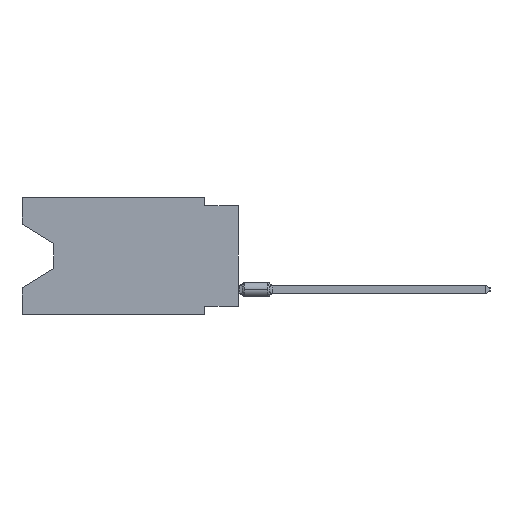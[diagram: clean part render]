
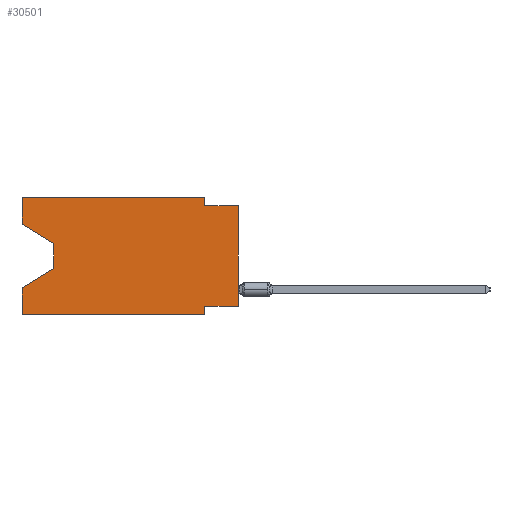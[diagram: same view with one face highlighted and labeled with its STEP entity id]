
A CAD part, left-side view. The second image highlights one B-rep face of the part: STEP entity #30501.
In plain terms, the highlighted planar face has unit normal (-1, 0, 0).
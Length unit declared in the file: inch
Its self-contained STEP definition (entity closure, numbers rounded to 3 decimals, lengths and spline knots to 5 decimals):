
#745 = LINE ( 'NONE', #45236, #36576 ) ;
#793 = EDGE_LOOP ( 'NONE', ( #47100, #23624, #34583, #17283, #47453, #39250, #54416, #26902, #53116, #47911, #14960, #5785 ) ) ;
#1774 = DIRECTION ( 'NONE',  ( 0., -1., 0. ) ) ;
#2074 = LINE ( 'NONE', #49739, #35564 ) ;
#2122 = LINE ( 'NONE', #28804, #48640 ) ;
#2182 = CARTESIAN_POINT ( 'NONE',  ( 0., 0.645, 0. ) ) ;
#2964 = EDGE_CURVE ( 'NONE', #8087, #49070, #18272, .T. ) ;
#3183 = EDGE_CURVE ( 'NONE', #39602, #28744, #25401, .T. ) ;
#3756 = EDGE_CURVE ( 'NONE', #17811, #20605, #2074, .T. ) ;
#4305 = DIRECTION ( 'NONE',  ( 0., 0., 1. ) ) ;
#5785 = ORIENTED_EDGE ( 'NONE', *, *, #45188, .F. ) ;
#6939 = DIRECTION ( 'NONE',  ( 0., 0., -1. ) ) ;
#7515 = VERTEX_POINT ( 'NONE', #8841 ) ;
#7870 = VERTEX_POINT ( 'NONE', #50999 ) ;
#7998 = LINE ( 'NONE', #48188, #56020 ) ;
#8087 = VERTEX_POINT ( 'NONE', #44365 ) ;
#8310 = CARTESIAN_POINT ( 'NONE',  ( 0., 0.645, 0. ) ) ;
#8387 = DIRECTION ( 'NONE',  ( 0., 0., -1. ) ) ;
#8841 = CARTESIAN_POINT ( 'NONE',  ( 0., 0.645, -0.35 ) ) ;
#9055 = VERTEX_POINT ( 'NONE', #50719 ) ;
#10762 = CARTESIAN_POINT ( 'NONE',  ( 0., 0.645, -0.26975 ) ) ;
#13024 = CARTESIAN_POINT ( 'NONE',  ( 0., 0., -0.025 ) ) ;
#14863 = VECTOR ( 'NONE', #39466, 39.37008 ) ;
#14956 = CARTESIAN_POINT ( 'NONE',  ( 0., 0.1, -0.025 ) ) ;
#14960 = ORIENTED_EDGE ( 'NONE', *, *, #2964, .F. ) ;
#15041 = VECTOR ( 'NONE', #41766, 39.37008 ) ;
#15144 = CARTESIAN_POINT ( 'NONE',  ( 0., 0.1, 0. ) ) ;
#15364 = LINE ( 'NONE', #24248, #15041 ) ;
#16071 = EDGE_CURVE ( 'NONE', #51487, #26693, #41104, .T. ) ;
#17283 = ORIENTED_EDGE ( 'NONE', *, *, #32802, .F. ) ;
#17287 = DIRECTION ( 'NONE',  ( 1., 0., 0. ) ) ;
#17811 = VERTEX_POINT ( 'NONE', #51912 ) ;
#18272 = LINE ( 'NONE', #18537, #47586 ) ;
#18537 = CARTESIAN_POINT ( 'NONE',  ( 0., 0.645, 0. ) ) ;
#18987 = VECTOR ( 'NONE', #1774, 39.37008 ) ;
#20605 = VERTEX_POINT ( 'NONE', #21902 ) ;
#21902 = CARTESIAN_POINT ( 'NONE',  ( 0., 0.1, -0.35 ) ) ;
#22507 = CARTESIAN_POINT ( 'NONE',  ( 0., 0.645, -0.35 ) ) ;
#23124 = DIRECTION ( 'NONE',  ( 0., 0., -1. ) ) ;
#23439 = LINE ( 'NONE', #2182, #35608 ) ;
#23624 = ORIENTED_EDGE ( 'NONE', *, *, #23642, .T. ) ;
#23642 = EDGE_CURVE ( 'NONE', #42724, #39602, #745, .T. ) ;
#24248 = CARTESIAN_POINT ( 'NONE',  ( 0., 0., 0. ) ) ;
#25401 = LINE ( 'NONE', #38891, #52692 ) ;
#26693 = VERTEX_POINT ( 'NONE', #13024 ) ;
#26733 = CARTESIAN_POINT ( 'NONE',  ( 0., 0.645, 0. ) ) ;
#26902 = ORIENTED_EDGE ( 'NONE', *, *, #41139, .T. ) ;
#26961 = LINE ( 'NONE', #35886, #38417 ) ;
#27237 = DIRECTION ( 'NONE',  ( 0., 0., -1. ) ) ;
#28744 = VERTEX_POINT ( 'NONE', #10762 ) ;
#28804 = CARTESIAN_POINT ( 'NONE',  ( 0., 0.645, -0.08025 ) ) ;
#29926 = PLANE ( 'NONE',  #37814 ) ;
#30124 = EDGE_CURVE ( 'NONE', #7515, #20605, #52686, .T. ) ;
#30501 = ADVANCED_FACE ( 'NONE', ( #44265 ), #29926, .F. ) ;
#32459 = CARTESIAN_POINT ( 'NONE',  ( 0., 0.55, -0.212 ) ) ;
#32802 = EDGE_CURVE ( 'NONE', #7515, #28744, #23439, .T. ) ;
#33508 = EDGE_CURVE ( 'NONE', #49070, #51487, #26961, .T. ) ;
#34583 = ORIENTED_EDGE ( 'NONE', *, *, #3183, .T. ) ;
#34956 = EDGE_CURVE ( 'NONE', #9055, #17811, #7998, .T. ) ;
#35564 = VECTOR ( 'NONE', #6939, 39.37008 ) ;
#35608 = VECTOR ( 'NONE', #54173, 39.37008 ) ;
#35886 = CARTESIAN_POINT ( 'NONE',  ( 0., 0.1, 0. ) ) ;
#36576 = VECTOR ( 'NONE', #23124, 39.37008 ) ;
#37128 = CARTESIAN_POINT ( 'NONE',  ( 0., 0.55, -0.138 ) ) ;
#37814 = AXIS2_PLACEMENT_3D ( 'NONE', #26733, #17287, #8387 ) ;
#38417 = VECTOR ( 'NONE', #27237, 39.37008 ) ;
#38891 = CARTESIAN_POINT ( 'NONE',  ( 0., 0.55, -0.212 ) ) ;
#39250 = ORIENTED_EDGE ( 'NONE', *, *, #3756, .F. ) ;
#39466 = DIRECTION ( 'NONE',  ( 0., -1., 0. ) ) ;
#39602 = VERTEX_POINT ( 'NONE', #32459 ) ;
#41104 = LINE ( 'NONE', #54318, #18987 ) ;
#41139 = EDGE_CURVE ( 'NONE', #9055, #26693, #15364, .T. ) ;
#41766 = DIRECTION ( 'NONE',  ( 0., 0., 1. ) ) ;
#42601 = VECTOR ( 'NONE', #4305, 39.37008 ) ;
#42724 = VERTEX_POINT ( 'NONE', #37128 ) ;
#44265 = FACE_OUTER_BOUND ( 'NONE', #793, .T. ) ;
#44365 = CARTESIAN_POINT ( 'NONE',  ( 0., 0.645, 0. ) ) ;
#45188 = EDGE_CURVE ( 'NONE', #7870, #8087, #53094, .T. ) ;
#45236 = CARTESIAN_POINT ( 'NONE',  ( 0., 0.55, -0.138 ) ) ;
#47100 = ORIENTED_EDGE ( 'NONE', *, *, #52682, .T. ) ;
#47453 = ORIENTED_EDGE ( 'NONE', *, *, #30124, .T. ) ;
#47510 = DIRECTION ( 'NONE',  ( 0., 0.855, -0.519 ) ) ;
#47586 = VECTOR ( 'NONE', #53570, 39.37008 ) ;
#47911 = ORIENTED_EDGE ( 'NONE', *, *, #33508, .F. ) ;
#48188 = CARTESIAN_POINT ( 'NONE',  ( 0., 0., -0.325 ) ) ;
#48640 = VECTOR ( 'NONE', #54395, 39.37008 ) ;
#49070 = VERTEX_POINT ( 'NONE', #15144 ) ;
#49739 = CARTESIAN_POINT ( 'NONE',  ( 0., 0.1, -0.35 ) ) ;
#50719 = CARTESIAN_POINT ( 'NONE',  ( 0., 0., -0.325 ) ) ;
#50999 = CARTESIAN_POINT ( 'NONE',  ( 0., 0.645, -0.08025 ) ) ;
#51487 = VERTEX_POINT ( 'NONE', #14956 ) ;
#51912 = CARTESIAN_POINT ( 'NONE',  ( 0., 0.1, -0.325 ) ) ;
#52224 = DIRECTION ( 'NONE',  ( 0., 1., 0. ) ) ;
#52682 = EDGE_CURVE ( 'NONE', #7870, #42724, #2122, .T. ) ;
#52686 = LINE ( 'NONE', #22507, #14863 ) ;
#52692 = VECTOR ( 'NONE', #47510, 39.37008 ) ;
#53094 = LINE ( 'NONE', #8310, #42601 ) ;
#53116 = ORIENTED_EDGE ( 'NONE', *, *, #16071, .F. ) ;
#53570 = DIRECTION ( 'NONE',  ( 0., -1., 0. ) ) ;
#54173 = DIRECTION ( 'NONE',  ( 0., 0., 1. ) ) ;
#54318 = CARTESIAN_POINT ( 'NONE',  ( 0., 0., -0.025 ) ) ;
#54395 = DIRECTION ( 'NONE',  ( 0., -0.855, -0.519 ) ) ;
#54416 = ORIENTED_EDGE ( 'NONE', *, *, #34956, .F. ) ;
#56020 = VECTOR ( 'NONE', #52224, 39.37008 ) ;
